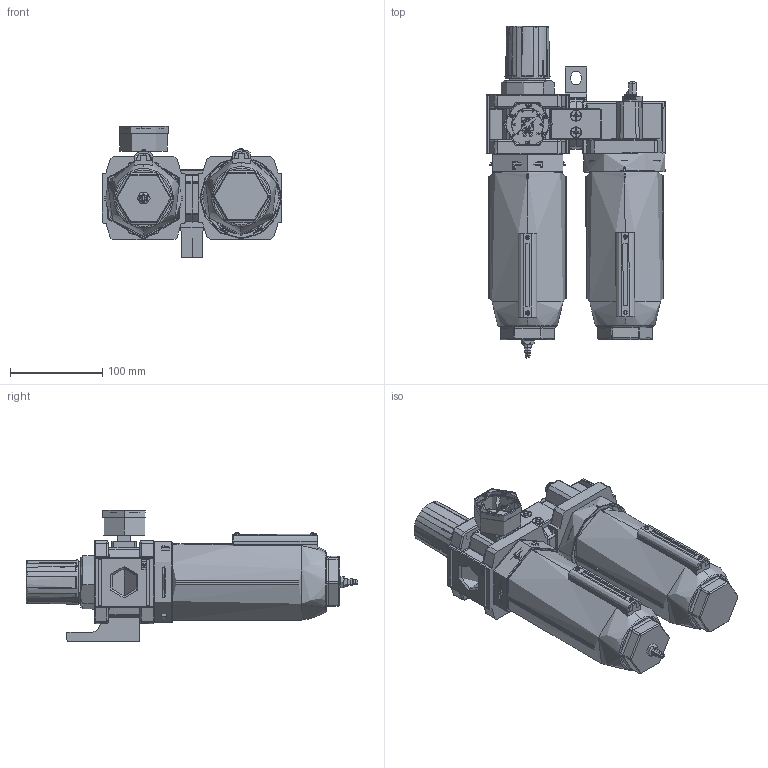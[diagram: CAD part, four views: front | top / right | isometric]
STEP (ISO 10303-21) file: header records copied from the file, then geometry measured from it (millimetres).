
FILE_DESCRIPTION (( 'STEP AP214' ), '1' );
FILE_NAME ('FRL92.STEP', '2021-11-23T05:47:13', ( 'User' ), ( '' ), 'SwSTEP 2.0', 'SolidWorks 2014', '' );
FILE_SCHEMA (( 'AUTOMOTIVE_DESIGN' ));
Length unit declared in the file: millimetre
Products named in the file (57): 十字圓頭螺絲; F2117-1; R5004; F7029; 埋入式轉接裝飾錶蓋; R9002; 70液面計; W90調壓閥本體-崁入式壓力錶-拔模; 進氣閥軸心; L8015; 2-埋入式壓力錶; FRL92; L8013; _U60; PNC7050; L50調油螺絲; _U88; 20141103-F9102A-02; _U69; L9101修改; _U68; FR92; L90; 排水閥
Assembly tree (40 placements, depth 3):
  R5004
  F7029
  70液面計
  進氣閥軸心
  L8015
Bounding box: 195 x 360.21 x 142.5 mm (x, y, z)
Volume: 1429152.7 mm3; surface area: 479295.7 mm2
Topology: 30 solids, 30 shells, 6187 faces, 15440 edges, 9445 vertices
Faces by surface type: plane 2934, cylinder 1532, bspline 1071, cone 334, torus 247, sphere 69
Entity records: 217243 total; most frequent: CARTESIAN_POINT 96475, ORIENTED_EDGE 26182, DIRECTION 21148, EDGE_CURVE 13091, VERTEX_POINT 8115, AXIS2_PLACEMENT_3D 7233, VECTOR 6682, LINE 6682
